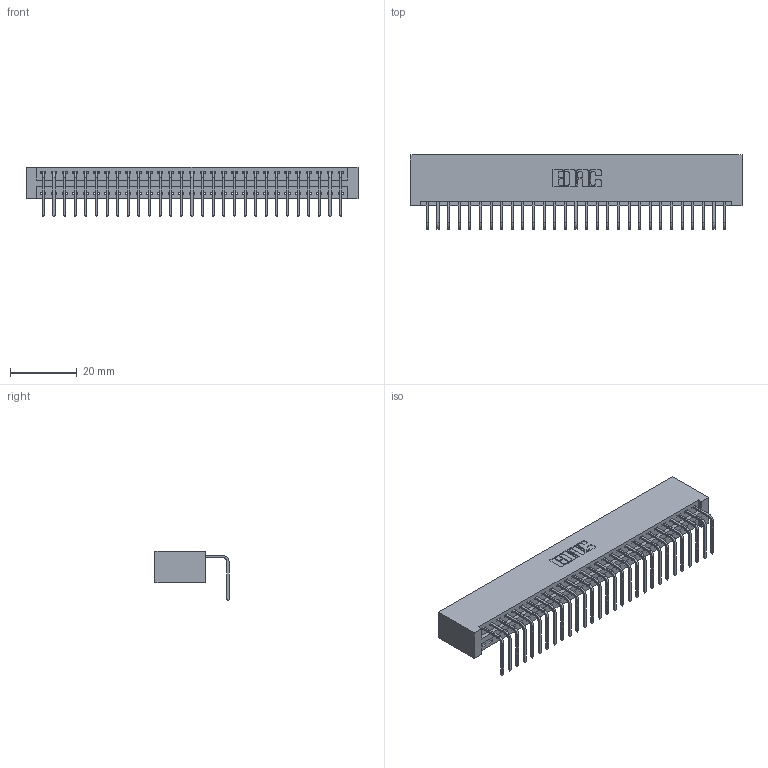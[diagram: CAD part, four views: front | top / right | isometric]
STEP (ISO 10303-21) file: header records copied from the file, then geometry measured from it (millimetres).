
FILE_DESCRIPTION (( 'STEP AP203' ), '1' );
FILE_NAME ('346-029-558-101.STEP', '2018-08-22T03:42:17', ( '' ), ( '' ), 'SwSTEP 2.0', 'SolidWorks 2016', '' );
FILE_SCHEMA (( 'CONFIG_CONTROL_DESIGN' ));
Length unit declared in the file: inch
Products named in the file (3): 346 Part_No Mounting Lugs; 345-292-001_558 Tail - 2; 346-029-558-101
Assembly tree (30 placements, depth 2):
  346-029-558-101
    346 Part_No Mounting Lugs
    345-292-001_558 Tail - 2  x29
Bounding box: 99.31 x 22.16 x 14.73 mm (x, y, z)
Volume: 10063 mm3; surface area: 13088.7 mm2
Topology: 30 solids, 30 shells, 1854 faces, 5583 edges, 3682 vertices
Faces by surface type: plane 1290, cylinder 564
Entity records: 19555 total; most frequent: CARTESIAN_POINT 3363, ORIENTED_EDGE 3326, DIRECTION 2977, EDGE_CURVE 1663, LINE 1423, VECTOR 1423, VERTEX_POINT 1106, AXIS2_PLACEMENT_3D 777
